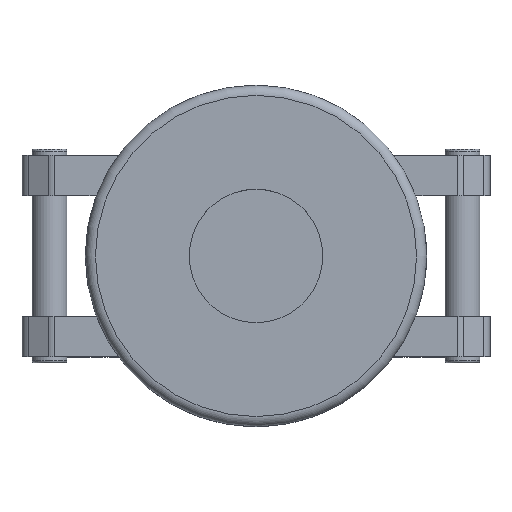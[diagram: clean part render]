
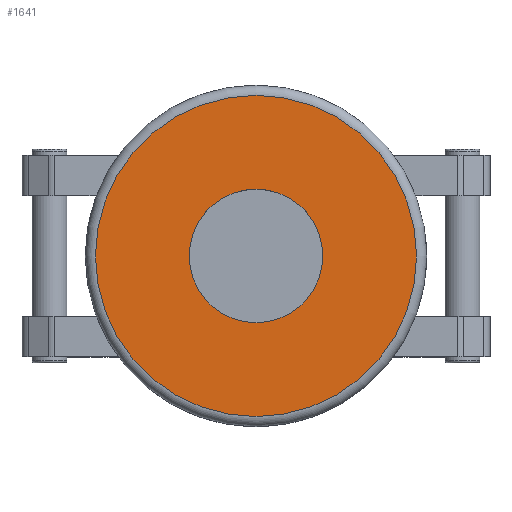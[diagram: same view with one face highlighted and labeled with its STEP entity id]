
A CAD part, top view. The second image highlights one B-rep face of the part: STEP entity #1641.
In plain terms, the highlighted planar face has unit normal (0, 0, 1).
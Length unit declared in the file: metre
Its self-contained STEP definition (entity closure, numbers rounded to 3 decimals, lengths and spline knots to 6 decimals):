
#80=CIRCLE('',#1783,0.079691);
#81=CIRCLE('',#1785,0.033142);
#182=ORIENTED_EDGE('',*,*,#639,.F.);
#183=ORIENTED_EDGE('',*,*,#638,.T.);
#638=EDGE_CURVE('',#864,#864,#80,.T.);
#639=EDGE_CURVE('',#865,#865,#81,.T.);
#864=VERTEX_POINT('',#2524);
#865=VERTEX_POINT('',#2527);
#1327=EDGE_LOOP('',(#182));
#1328=EDGE_LOOP('',(#183));
#1453=FACE_BOUND('',#1327,.T.);
#1454=FACE_BOUND('',#1328,.T.);
#1569=PLANE('',#1784);
#1641=ADVANCED_FACE('',(#1453,#1454),#1569,.F.);
#1783=AXIS2_PLACEMENT_3D('',#2523,#2015,#2016);
#1784=AXIS2_PLACEMENT_3D('',#2525,#2017,#2018);
#1785=AXIS2_PLACEMENT_3D('',#2526,#2019,#2020);
#2015=DIRECTION('',(0.,0.,1.));
#2016=DIRECTION('',(-1.,0.,0.));
#2017=DIRECTION('',(0.,0.,-1.));
#2018=DIRECTION('',(1.,0.,0.));
#2019=DIRECTION('',(0.,0.,1.));
#2020=DIRECTION('',(-1.,0.,0.));
#2523=CARTESIAN_POINT('',(1.514291,-0.1405,1.192339));
#2524=CARTESIAN_POINT('',(1.4346,-0.1405,1.192339));
#2525=CARTESIAN_POINT('',(1.514291,-0.1405,1.192339));
#2526=CARTESIAN_POINT('',(1.514291,-0.1405,1.192339));
#2527=CARTESIAN_POINT('',(1.481149,-0.1405,1.192339));
